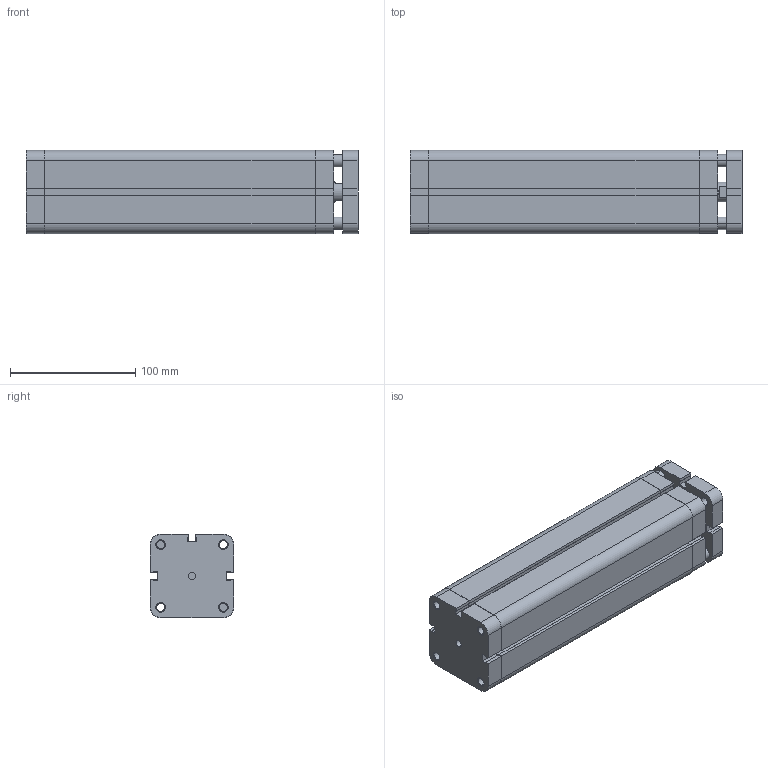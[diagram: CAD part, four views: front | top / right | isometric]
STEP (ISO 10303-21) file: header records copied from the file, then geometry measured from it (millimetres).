
FILE_DESCRIPTION (( 'STEP AP214' ), '1' );
FILE_NAME ('PKY 50-200 CYLINDER.STEP', '2010-08-06T06:38:35', ( '' ), ( '' ), 'SwSTEP 2.0', 'SolidWorks 2010', '' );
FILE_SCHEMA (( 'AUTOMOTIVE_DESIGN' ));
Length unit declared in the file: millimetre
Products named in the file (6): 50 Arka kapak; 50 compact borusu; 50 On kapak; 50 mil; 50 Kompakt yat bag braketi; PKY  50-200  CYLINDER
Assembly tree (5 placements, depth 2):
  PKY  50-200  CYLINDER
    50 mil
    50 On kapak
    50 Arka kapak
    50 Kompakt yat bag braketi
    50 compact borusu
Bounding box: 265.5 x 67 x 67 mm (x, y, z)
Volume: 683366.6 mm3; surface area: 219206.3 mm2
Topology: 5 solids, 5 shells, 251 faces, 668 edges, 437 vertices
Faces by surface type: plane 137, cylinder 90, cone 24
Entity records: 8378 total; most frequent: CARTESIAN_POINT 1386, DIRECTION 1378, ORIENTED_EDGE 1332, EDGE_CURVE 666, AXIS2_PLACEMENT_3D 461, LINE 456, VECTOR 456, VERTEX_POINT 437
